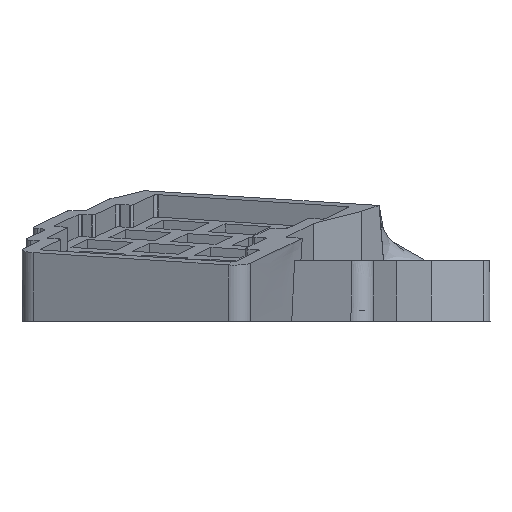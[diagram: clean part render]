
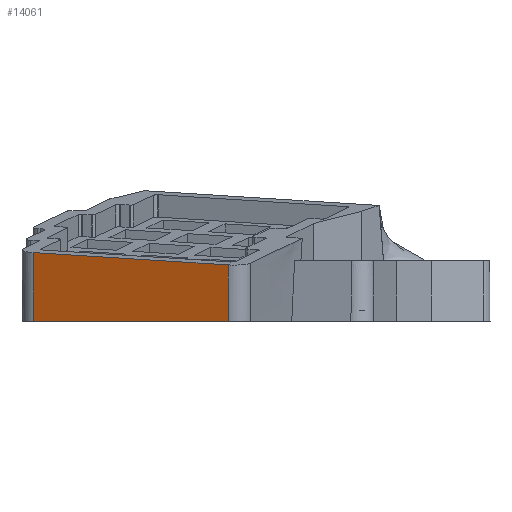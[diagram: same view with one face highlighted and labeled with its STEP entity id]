
A CAD part, left-side view. The second image highlights one B-rep face of the part: STEP entity #14061.
In plain terms, the highlighted planar face has unit normal (-0.925, 0.342, -0.163).
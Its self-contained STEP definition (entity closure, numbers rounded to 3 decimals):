
#4116=CARTESIAN_POINT('',(-6.468,66.865,-21.));
#4117=VERTEX_POINT('',#4116);
#4125=CARTESIAN_POINT('',(14.406,123.342,-21.));
#4126=VERTEX_POINT('',#4125);
#4127=CARTESIAN_POINT('',(14.406,123.342,-21.));
#4128=DIRECTION('',(-0.347,-0.938,-0.));
#4129=VECTOR('',#4128,60.211);
#4130=LINE('',#4127,#4129);
#4131=EDGE_CURVE('',#4126,#4117,#4130,.T.);
#12289=CARTESIAN_POINT('',(10.893,123.342,-1.081));
#12290=VERTEX_POINT('',#12289);
#12298=CARTESIAN_POINT('',(-9.35,66.864,-4.65));
#12299=VERTEX_POINT('',#12298);
#12300=CARTESIAN_POINT('',(10.893,123.342,-1.081));
#12301=DIRECTION('',(-0.337,-0.94,-0.059));
#12302=VECTOR('',#12301,60.102);
#12303=LINE('',#12300,#12302);
#12304=EDGE_CURVE('',#12290,#12299,#12303,.T.);
#14040=CARTESIAN_POINT('',(0.771,95.103,-2.865));
#14041=DIRECTION('',(0.925,-0.342,0.163));
#14042=DIRECTION('',(0.347,0.938,0.));
#14043=AXIS2_PLACEMENT_3D('',#14040,#14041,#14042);
#14044=PLANE('',#14043);
#14045=ORIENTED_EDGE('',*,*,#12304,.F.);
#14046=CARTESIAN_POINT('',(10.893,123.342,-1.081));
#14047=DIRECTION('',(0.174,-0.,-0.985));
#14048=VECTOR('',#14047,20.227);
#14049=LINE('',#14046,#14048);
#14050=EDGE_CURVE('',#12290,#4126,#14049,.T.);
#14051=ORIENTED_EDGE('',*,*,#14050,.T.);
#14052=ORIENTED_EDGE('',*,*,#4131,.T.);
#14053=CARTESIAN_POINT('',(-6.468,66.865,-21.));
#14054=DIRECTION('',(-0.174,0.,0.985));
#14055=VECTOR('',#14054,16.602);
#14056=LINE('',#14053,#14055);
#14057=EDGE_CURVE('',#4117,#12299,#14056,.T.);
#14058=ORIENTED_EDGE('',*,*,#14057,.T.);
#14059=EDGE_LOOP('',(#14045,#14051,#14052,#14058));
#14060=FACE_BOUND('',#14059,.T.);
#14061=ADVANCED_FACE('',(#14060),#14044,.F.);
